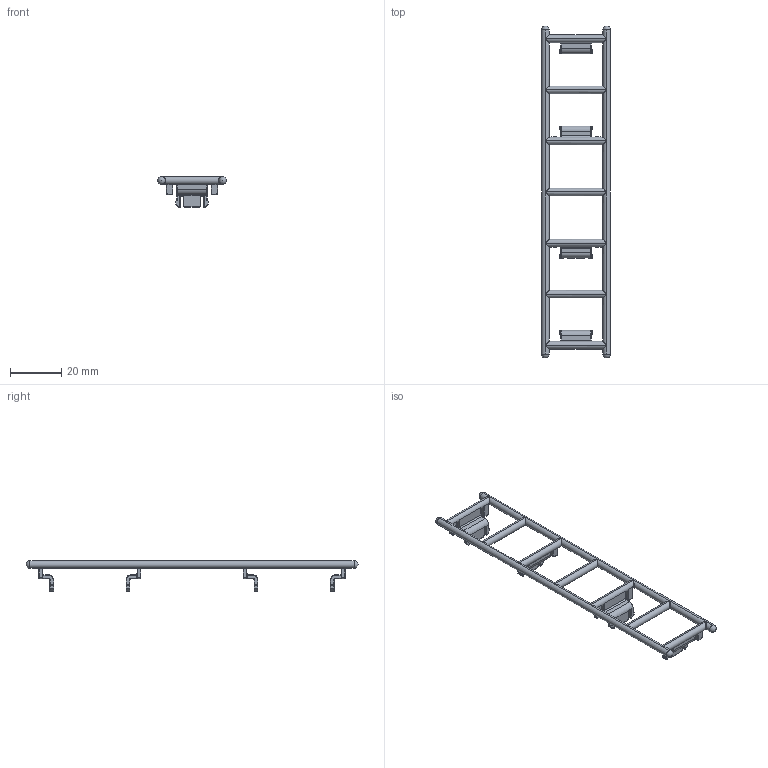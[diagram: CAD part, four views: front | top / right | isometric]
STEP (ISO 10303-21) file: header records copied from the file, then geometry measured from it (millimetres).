
FILE_DESCRIPTION (( 'STEP AP203' ), '1' );
FILE_NAME ('10-10144d.step', '2014-04-13T23:21:59', ( 'Nicholas Morozovsky' ), ( '' ), 'SwSTEP 2.0', 'SolidWorks 2012', '' );
FILE_SCHEMA (( 'CONFIG_CONTROL_DESIGN' ));
Length unit declared in the file: millimetre
Products named in the file (1): 10-10144d
Bounding box: 27 x 130 x 11.98 mm (x, y, z)
Volume: 3848 mm3; surface area: 5363.4 mm2
Topology: 1 solids, 1 shells, 740 faces, 1766 edges, 940 vertices
Faces by surface type: cylinder 336, bspline 156, plane 140, sphere 68, torus 40
Entity records: 23263 total; most frequent: CARTESIAN_POINT 8255, ORIENTED_EDGE 3332, DIRECTION 2996, EDGE_CURVE 1666, AXIS2_PLACEMENT_3D 1153, VERTEX_POINT 916, EDGE_LOOP 740, FACE_OUTER_BOUND 740
